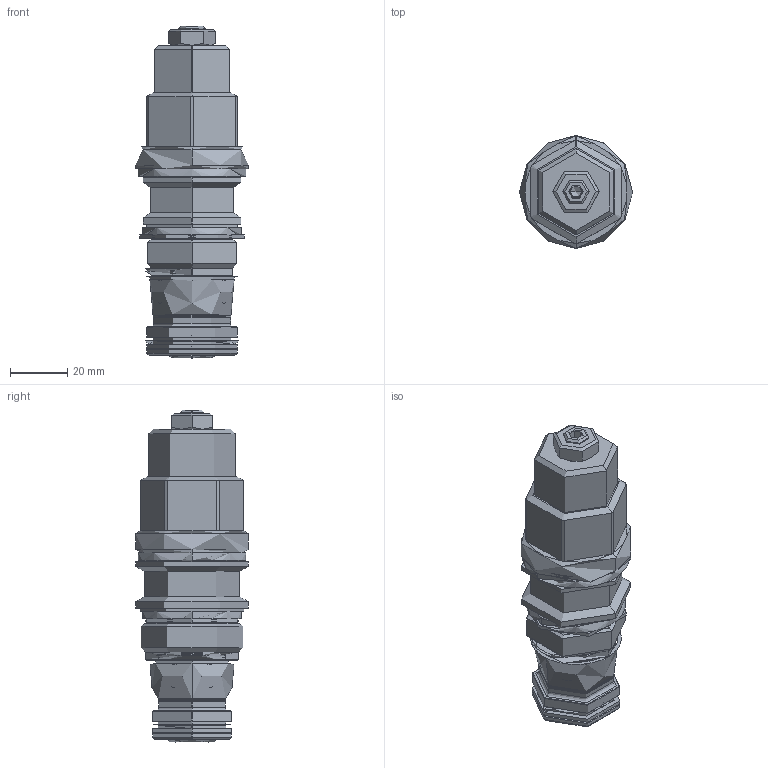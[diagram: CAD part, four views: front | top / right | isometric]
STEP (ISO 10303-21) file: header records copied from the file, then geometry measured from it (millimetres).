
FILE_DESCRIPTION((''),'2;1');
FILE_NAME('CBGALHN_SW','2022-05-23T09:58:04',('SigMax'),(''),'CREO PARAMETRIC BY PTC INC, 2021072','CREO PARAMETRIC BY PTC INC, 2021072','');
FILE_SCHEMA(('AUTOMOTIVE_DESIGN { 1 0 10303 214 1 1 1 1 }'));
Length unit declared in the file: inch
Products named in the file (1): CBGALHN_SW
Bounding box: 39.6 x 39.6 x 116.41 mm (x, y, z)
Topology: 0 solids, 0 shells, 297 faces, 1380 edges, 1362 vertices
Faces by surface type: cylinder 120, plane 68, cone 60, torus 37, revolution 10, sphere 2
Entity records: 28701 total; most frequent: CARTESIAN_POINT 13706, DIRECTION 2451, TRIMMED_CURVE 1515, DEFINITIONAL_REPRESENTATION 1346, PCURVE 1346, COMPOSITE_CURVE_SEGMENT 1346, VECTOR 1163, LINE 1163
